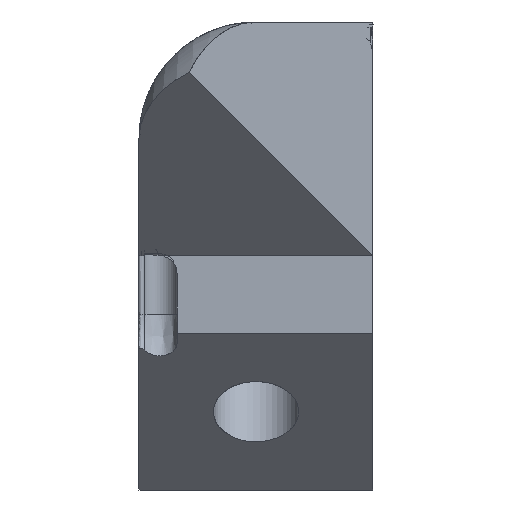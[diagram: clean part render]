
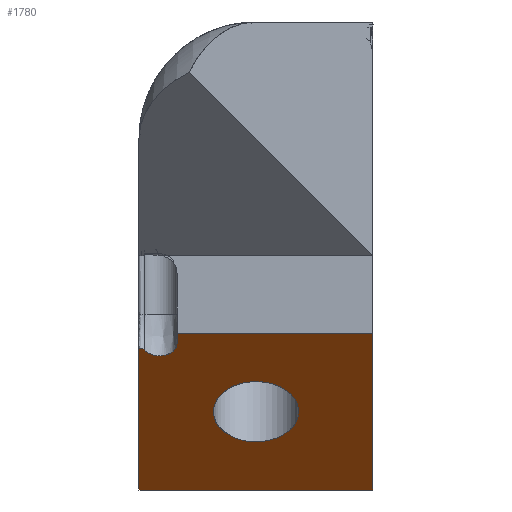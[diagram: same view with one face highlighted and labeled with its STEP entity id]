
A CAD part, front view. The second image highlights one B-rep face of the part: STEP entity #1780.
In plain terms, the highlighted free-form (B-spline) face has degree [1, 1] with [2, 2] control points.
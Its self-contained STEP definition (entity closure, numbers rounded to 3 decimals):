
#15=LINE('',#3798,#19);
#19=VECTOR('',#2017,10.);
#55=FACE_BOUND('',#295,.T.);
#72=B_SPLINE_SURFACE_WITH_KNOTS('',1,1,((#3761,#3762),(#3763,#3764)),
 .UNSPECIFIED.,.F.,.F.,.F.,(2,2),(2,2),(0.,1.),(-0.781,0.),
 .UNSPECIFIED.);
#216=FACE_OUTER_BOUND('',#294,.T.);
#294=EDGE_LOOP('',(#1509,#1510,#1511,#1512,#1513,#1514,#1515));
#295=EDGE_LOOP('',(#1516));
#458=B_SPLINE_CURVE_WITH_KNOTS('',1,(#3767,#3768),.UNSPECIFIED.,.F.,.F.,
(2,2),(0.177,0.475),.UNSPECIFIED.);
#459=B_SPLINE_CURVE_WITH_KNOTS('',1,(#3770,#3771),.UNSPECIFIED.,.F.,.F.,
(2,2),(-0.68,-0.226),.UNSPECIFIED.);
#460=B_SPLINE_CURVE_WITH_KNOTS('',1,(#3773,#3774),.UNSPECIFIED.,.F.,.F.,
(2,2),(-0.475,-0.456),.UNSPECIFIED.);
#461=B_SPLINE_CURVE_WITH_KNOTS('',3,(#3776,#3777,#3778,#3779,#3780,#3781,
#3782,#3783,#3784,#3785,#3786,#3787,#3788),.UNSPECIFIED.,.F.,.F.,(4,3,3,
3,4),(0.,0.113,0.227,0.33,
0.44),.UNSPECIFIED.);
#462=B_SPLINE_CURVE_WITH_KNOTS('',3,(#3790,#3791,#3792,#3793,#3794,#3795,
#3796),.UNSPECIFIED.,.F.,.F.,(4,3,4),(0.,0.038,0.069),
 .UNSPECIFIED.);
#463=B_SPLINE_CURVE_WITH_KNOTS('',1,(#3799,#3800),.UNSPECIFIED.,.F.,.F.,
(2,2),(0.137,0.68),.UNSPECIFIED.);
#464=B_SPLINE_CURVE_WITH_KNOTS('',3,(#3802,#3803,#3804,#3805,#3806,#3807,
#3808,#3809,#3810,#3811,#3812,#3813,#3814,#3815,#3816,#3817,#3818,#3819,
#3820,#3821,#3822,#3823,#3824,#3825,#3826,#3827,#3828,#3829,#3830,#3831,
#3832,#3833,#3834,#3835,#3836,#3837,#3838,#3839,#3840,#3841,#3842,#3843,
#3844,#3845,#3846,#3847,#3848,#3849,#3850),.UNSPECIFIED.,.T.,.F.,(4,3,3,
3,3,3,3,3,3,3,3,3,3,3,3,3,4),(-2.531,-2.372,-2.214,
-2.056,-1.898,-1.74,-1.582,
-1.424,-1.265,-1.107,-0.949,
-0.791,-0.633,-0.475,-0.317,
-0.158,0.),.UNSPECIFIED.);
#799=VERTEX_POINT('',#3765);
#800=VERTEX_POINT('',#3766);
#801=VERTEX_POINT('',#3769);
#802=VERTEX_POINT('',#3772);
#803=VERTEX_POINT('',#3775);
#804=VERTEX_POINT('',#3789);
#805=VERTEX_POINT('',#3797);
#806=VERTEX_POINT('',#3801);
#1152=EDGE_CURVE('',#799,#800,#458,.T.);
#1153=EDGE_CURVE('',#800,#801,#459,.T.);
#1154=EDGE_CURVE('',#801,#802,#460,.T.);
#1155=EDGE_CURVE('',#802,#803,#461,.T.);
#1156=EDGE_CURVE('',#803,#804,#462,.T.);
#1157=EDGE_CURVE('',#804,#805,#15,.T.);
#1158=EDGE_CURVE('',#805,#799,#463,.T.);
#1159=EDGE_CURVE('',#806,#806,#464,.T.);
#1509=ORIENTED_EDGE('',*,*,#1152,.T.);
#1510=ORIENTED_EDGE('',*,*,#1153,.T.);
#1511=ORIENTED_EDGE('',*,*,#1154,.T.);
#1512=ORIENTED_EDGE('',*,*,#1155,.T.);
#1513=ORIENTED_EDGE('',*,*,#1156,.T.);
#1514=ORIENTED_EDGE('',*,*,#1157,.T.);
#1515=ORIENTED_EDGE('',*,*,#1158,.T.);
#1516=ORIENTED_EDGE('',*,*,#1159,.T.);
#1780=ADVANCED_FACE('',(#216,#55),#72,.T.);
#2017=DIRECTION('',(0.,0.707,-0.707));
#3761=CARTESIAN_POINT('Ctrl Pts',(54.348,491.055,329.549));
#3762=CARTESIAN_POINT('Ctrl Pts',(22.718,491.055,329.549));
#3763=CARTESIAN_POINT('Ctrl Pts',(54.348,441.622,378.982));
#3764=CARTESIAN_POINT('Ctrl Pts',(22.718,441.622,378.982));
#3765=CARTESIAN_POINT('',(50.284,482.297,338.308));
#3766=CARTESIAN_POINT('',(50.284,467.569,353.035));
#3767=CARTESIAN_POINT('Ctrl Pts',(50.284,482.297,338.308));
#3768=CARTESIAN_POINT('Ctrl Pts',(50.284,467.569,353.035));
#3769=CARTESIAN_POINT('',(31.859,467.569,353.035));
#3770=CARTESIAN_POINT('Ctrl Pts',(50.284,467.569,353.035));
#3771=CARTESIAN_POINT('Ctrl Pts',(31.859,467.569,353.035));
#3772=CARTESIAN_POINT('',(31.859,468.519,352.086));
#3773=CARTESIAN_POINT('Ctrl Pts',(31.859,467.569,353.035));
#3774=CARTESIAN_POINT('Ctrl Pts',(31.859,468.519,352.086));
#3775=CARTESIAN_POINT('',(28.779,469.098,351.506));
#3776=CARTESIAN_POINT('Ctrl Pts',(31.859,468.519,352.086));
#3777=CARTESIAN_POINT('Ctrl Pts',(31.858,468.768,351.836));
#3778=CARTESIAN_POINT('Ctrl Pts',(31.739,469.029,351.575));
#3779=CARTESIAN_POINT('Ctrl Pts',(31.502,469.24,351.365));
#3780=CARTESIAN_POINT('Ctrl Pts',(31.287,469.431,351.173));
#3781=CARTESIAN_POINT('Ctrl Pts',(30.96,469.592,351.013));
#3782=CARTESIAN_POINT('Ctrl Pts',(30.571,469.654,350.95));
#3783=CARTESIAN_POINT('Ctrl Pts',(30.237,469.708,350.897));
#3784=CARTESIAN_POINT('Ctrl Pts',(29.884,469.684,350.921));
#3785=CARTESIAN_POINT('Ctrl Pts',(29.578,469.594,351.011));
#3786=CARTESIAN_POINT('Ctrl Pts',(29.221,469.489,351.115));
#3787=CARTESIAN_POINT('Ctrl Pts',(28.946,469.303,351.301));
#3788=CARTESIAN_POINT('Ctrl Pts',(28.779,469.098,351.506));
#3789=CARTESIAN_POINT('',(28.284,469.1,351.505));
#3790=CARTESIAN_POINT('Ctrl Pts',(28.779,469.098,351.506));
#3791=CARTESIAN_POINT('Ctrl Pts',(28.706,469.044,351.56));
#3792=CARTESIAN_POINT('Ctrl Pts',(28.583,468.986,351.618));
#3793=CARTESIAN_POINT('Ctrl Pts',(28.451,468.983,351.621));
#3794=CARTESIAN_POINT('Ctrl Pts',(28.324,468.981,351.623));
#3795=CARTESIAN_POINT('Ctrl Pts',(28.284,469.035,351.569));
#3796=CARTESIAN_POINT('Ctrl Pts',(28.284,469.1,351.505));
#3797=CARTESIAN_POINT('',(28.284,482.297,338.308));
#3798=CARTESIAN_POINT('',(28.284,469.1,351.505));
#3799=CARTESIAN_POINT('Ctrl Pts',(28.284,482.297,338.308));
#3800=CARTESIAN_POINT('Ctrl Pts',(50.284,482.297,338.308));
#3801=CARTESIAN_POINT('',(43.284,474.933,345.671));
#3802=CARTESIAN_POINT('Ctrl Pts',(43.284,474.933,345.671));
#3803=CARTESIAN_POINT('Ctrl Pts',(43.284,475.335,345.269));
#3804=CARTESIAN_POINT('Ctrl Pts',(43.18,475.695,344.909));
#3805=CARTESIAN_POINT('Ctrl Pts',(42.99,476.019,344.585));
#3806=CARTESIAN_POINT('Ctrl Pts',(42.763,476.404,344.2));
#3807=CARTESIAN_POINT('Ctrl Pts',(42.436,476.7,343.904));
#3808=CARTESIAN_POINT('Ctrl Pts',(42.108,476.931,343.673));
#3809=CARTESIAN_POINT('Ctrl Pts',(41.702,477.216,343.388));
#3810=CARTESIAN_POINT('Ctrl Pts',(41.268,477.418,343.187));
#3811=CARTESIAN_POINT('Ctrl Pts',(40.813,477.551,343.054));
#3812=CARTESIAN_POINT('Ctrl Pts',(40.312,477.697,342.907));
#3813=CARTESIAN_POINT('Ctrl Pts',(39.796,477.757,342.847));
#3814=CARTESIAN_POINT('Ctrl Pts',(39.283,477.757,342.847));
#3815=CARTESIAN_POINT('Ctrl Pts',(38.77,477.757,342.847));
#3816=CARTESIAN_POINT('Ctrl Pts',(38.254,477.697,342.907));
#3817=CARTESIAN_POINT('Ctrl Pts',(37.753,477.551,343.054));
#3818=CARTESIAN_POINT('Ctrl Pts',(37.299,477.418,343.186));
#3819=CARTESIAN_POINT('Ctrl Pts',(36.866,477.217,343.388));
#3820=CARTESIAN_POINT('Ctrl Pts',(36.461,476.931,343.673));
#3821=CARTESIAN_POINT('Ctrl Pts',(36.133,476.7,343.904));
#3822=CARTESIAN_POINT('Ctrl Pts',(35.808,476.404,344.2));
#3823=CARTESIAN_POINT('Ctrl Pts',(35.582,476.019,344.585));
#3824=CARTESIAN_POINT('Ctrl Pts',(35.392,475.695,344.91));
#3825=CARTESIAN_POINT('Ctrl Pts',(35.289,475.335,345.27));
#3826=CARTESIAN_POINT('Ctrl Pts',(35.289,474.933,345.671));
#3827=CARTESIAN_POINT('Ctrl Pts',(35.289,474.531,346.073));
#3828=CARTESIAN_POINT('Ctrl Pts',(35.392,474.171,346.433));
#3829=CARTESIAN_POINT('Ctrl Pts',(35.582,473.847,346.757));
#3830=CARTESIAN_POINT('Ctrl Pts',(35.808,473.462,347.143));
#3831=CARTESIAN_POINT('Ctrl Pts',(36.133,473.165,347.439));
#3832=CARTESIAN_POINT('Ctrl Pts',(36.461,472.934,347.67));
#3833=CARTESIAN_POINT('Ctrl Pts',(36.866,472.649,347.955));
#3834=CARTESIAN_POINT('Ctrl Pts',(37.299,472.448,348.156));
#3835=CARTESIAN_POINT('Ctrl Pts',(37.753,472.315,348.289));
#3836=CARTESIAN_POINT('Ctrl Pts',(38.254,472.169,348.436));
#3837=CARTESIAN_POINT('Ctrl Pts',(38.77,472.109,348.496));
#3838=CARTESIAN_POINT('Ctrl Pts',(39.283,472.109,348.496));
#3839=CARTESIAN_POINT('Ctrl Pts',(39.796,472.109,348.496));
#3840=CARTESIAN_POINT('Ctrl Pts',(40.312,472.169,348.436));
#3841=CARTESIAN_POINT('Ctrl Pts',(40.813,472.315,348.289));
#3842=CARTESIAN_POINT('Ctrl Pts',(41.268,472.448,348.156));
#3843=CARTESIAN_POINT('Ctrl Pts',(41.702,472.649,347.955));
#3844=CARTESIAN_POINT('Ctrl Pts',(42.108,472.934,347.67));
#3845=CARTESIAN_POINT('Ctrl Pts',(42.436,473.165,347.439));
#3846=CARTESIAN_POINT('Ctrl Pts',(42.763,473.461,347.143));
#3847=CARTESIAN_POINT('Ctrl Pts',(42.99,473.847,346.757));
#3848=CARTESIAN_POINT('Ctrl Pts',(43.18,474.171,346.433));
#3849=CARTESIAN_POINT('Ctrl Pts',(43.284,474.531,346.073));
#3850=CARTESIAN_POINT('Ctrl Pts',(43.284,474.933,345.671));
